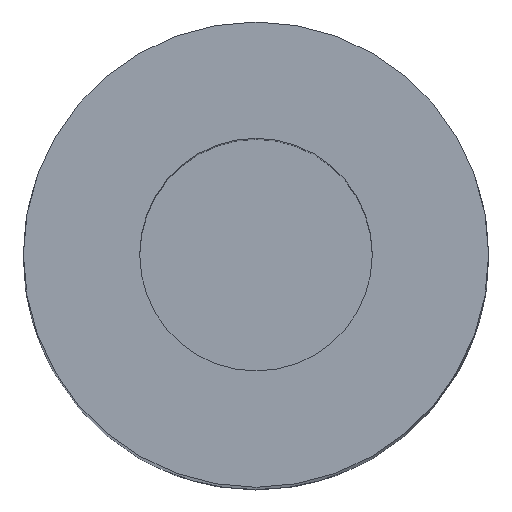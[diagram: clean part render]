
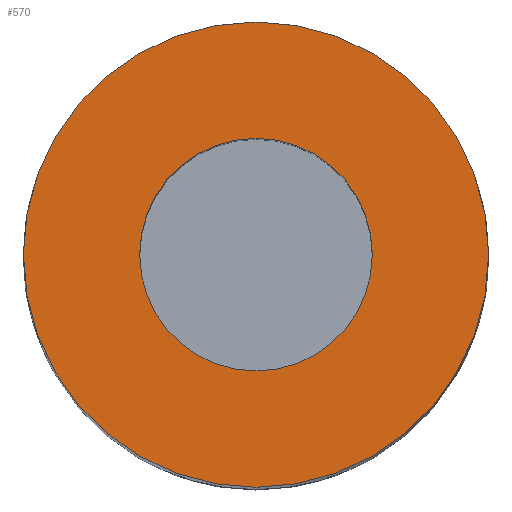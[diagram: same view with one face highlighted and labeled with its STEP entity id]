
A CAD part, top view. The second image highlights one B-rep face of the part: STEP entity #570.
In plain terms, the highlighted planar face has unit normal (0, 0, 1).
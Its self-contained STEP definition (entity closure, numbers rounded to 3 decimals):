
#15 = PLANE ( 'NONE',  #451 ) ;
#45 = VERTEX_POINT ( 'NONE', #358 ) ;
#49 = CARTESIAN_POINT ( 'NONE',  ( -12., 0., 80. ) ) ;
#54 = CIRCLE ( 'NONE', #110, 6. ) ;
#72 = VERTEX_POINT ( 'NONE', #615 ) ;
#76 = ORIENTED_EDGE ( 'NONE', *, *, #232, .T. ) ;
#84 = ORIENTED_EDGE ( 'NONE', *, *, #138, .T. ) ;
#105 = FACE_OUTER_BOUND ( 'NONE', #334, .T. ) ;
#110 = AXIS2_PLACEMENT_3D ( 'NONE', #216, #448, #331 ) ;
#138 = EDGE_CURVE ( 'NONE', #457, #377, #478, .T. ) ;
#181 = EDGE_LOOP ( 'NONE', ( #273, #530 ) ) ;
#216 = CARTESIAN_POINT ( 'NONE',  ( 0., 0., 80. ) ) ;
#219 = CARTESIAN_POINT ( 'NONE',  ( 12., 0., 80. ) ) ;
#232 = EDGE_CURVE ( 'NONE', #377, #457, #632, .T. ) ;
#273 = ORIENTED_EDGE ( 'NONE', *, *, #349, .F. ) ;
#276 = DIRECTION ( 'NONE',  ( 1., 0., 0. ) ) ;
#331 = DIRECTION ( 'NONE',  ( 1., 0., 0. ) ) ;
#334 = EDGE_LOOP ( 'NONE', ( #76, #84 ) ) ;
#349 = EDGE_CURVE ( 'NONE', #45, #72, #351, .T. ) ;
#351 = CIRCLE ( 'NONE', #646, 6. ) ;
#358 = CARTESIAN_POINT ( 'NONE',  ( 6., 0., 80. ) ) ;
#377 = VERTEX_POINT ( 'NONE', #49 ) ;
#380 = DIRECTION ( 'NONE',  ( 1., 0., 0. ) ) ;
#389 = FACE_BOUND ( 'NONE', #181, .T. ) ;
#404 = DIRECTION ( 'NONE',  ( 0., 0., 1. ) ) ;
#430 = DIRECTION ( 'NONE',  ( 0., 0., 1. ) ) ;
#434 = CARTESIAN_POINT ( 'NONE',  ( 0., 0., 80. ) ) ;
#439 = EDGE_CURVE ( 'NONE', #72, #45, #54, .T. ) ;
#448 = DIRECTION ( 'NONE',  ( 0., 0., 1. ) ) ;
#451 = AXIS2_PLACEMENT_3D ( 'NONE', #434, #642, #380 ) ;
#457 = VERTEX_POINT ( 'NONE', #219 ) ;
#478 = CIRCLE ( 'NONE', #619, 12. ) ;
#496 = DIRECTION ( 'NONE',  ( 0., 0., 1. ) ) ;
#500 = CARTESIAN_POINT ( 'NONE',  ( 0., 0., 80. ) ) ;
#524 = AXIS2_PLACEMENT_3D ( 'NONE', #500, #496, #276 ) ;
#530 = ORIENTED_EDGE ( 'NONE', *, *, #439, .F. ) ;
#570 = ADVANCED_FACE ( 'NONE', ( #389, #105 ), #15, .T. ) ;
#606 = DIRECTION ( 'NONE',  ( 1., 0., 0. ) ) ;
#615 = CARTESIAN_POINT ( 'NONE',  ( -6., 0., 80. ) ) ;
#619 = AXIS2_PLACEMENT_3D ( 'NONE', #626, #430, #686 ) ;
#626 = CARTESIAN_POINT ( 'NONE',  ( 0., 0., 80. ) ) ;
#632 = CIRCLE ( 'NONE', #524, 12. ) ;
#642 = DIRECTION ( 'NONE',  ( 0., 0., 1. ) ) ;
#646 = AXIS2_PLACEMENT_3D ( 'NONE', #665, #404, #606 ) ;
#665 = CARTESIAN_POINT ( 'NONE',  ( 0., 0., 80. ) ) ;
#686 = DIRECTION ( 'NONE',  ( 1., 0., 0. ) ) ;
